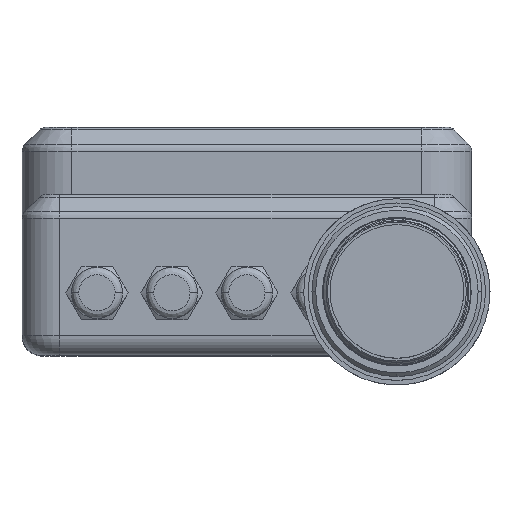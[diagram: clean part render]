
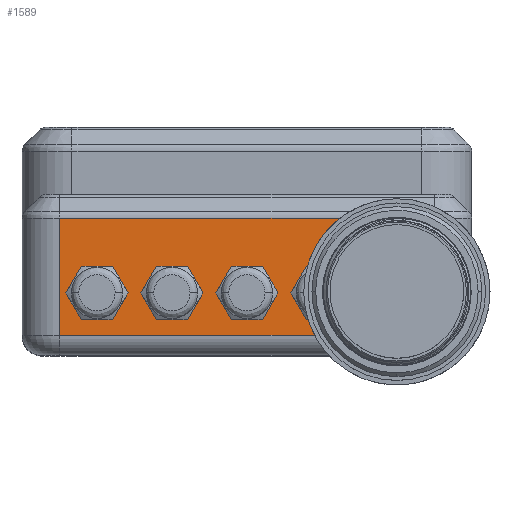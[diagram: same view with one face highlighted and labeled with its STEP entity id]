
A CAD part, top view. The second image highlights one B-rep face of the part: STEP entity #1589.
In plain terms, the highlighted planar face has unit normal (0, 0, 1).
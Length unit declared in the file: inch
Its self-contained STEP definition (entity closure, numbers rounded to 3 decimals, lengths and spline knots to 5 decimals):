
#22 = DIRECTION ( 'NONE',  ( 0., 0., -1. ) ) ;
#34 = AXIS2_PLACEMENT_3D ( 'NONE', #15542, #4105, #7676 ) ;
#165 = FACE_BOUND ( 'NONE', #8981, .T. ) ;
#224 = EDGE_CURVE ( 'NONE', #20838, #25090, #13928, .T. ) ;
#251 = DIRECTION ( 'NONE',  ( 0., 0., -1. ) ) ;
#633 = CARTESIAN_POINT ( 'NONE',  ( -2.95276, 2.15918, 3.62205 ) ) ;
#705 = AXIS2_PLACEMENT_3D ( 'NONE', #13662, #14859, #15438 ) ;
#718 = CARTESIAN_POINT ( 'NONE',  ( -2.3622, 0.98425, 3.62205 ) ) ;
#1186 = VERTEX_POINT ( 'NONE', #18822 ) ;
#1589 = ADVANCED_FACE ( 'NONE', ( #25079, #165, #15288, #19219, #21504, #7555 ), #23166, .T. ) ;
#1918 = ORIENTED_EDGE ( 'NONE', *, *, #22673, .T. ) ;
#2268 = CIRCLE ( 'NONE', #12830, 0.19685 ) ;
#2365 = DIRECTION ( 'NONE',  ( 1., 0., 0. ) ) ;
#2506 = DIRECTION ( 'NONE',  ( 1., 0., 0. ) ) ;
#2619 = DIRECTION ( 'NONE',  ( 0., -1., 0. ) ) ;
#2782 = CARTESIAN_POINT ( 'NONE',  ( -0.19685, 0.98425, 3.62205 ) ) ;
#2953 = DIRECTION ( 'NONE',  ( 0., 1., 0. ) ) ;
#3089 = CARTESIAN_POINT ( 'NONE',  ( -2.3622, 0.98425, 3.62205 ) ) ;
#3194 = VERTEX_POINT ( 'NONE', #11281 ) ;
#3743 = EDGE_LOOP ( 'NONE', ( #23182, #24226 ) ) ;
#4105 = DIRECTION ( 'NONE',  ( 0., 0., 1. ) ) ;
#4194 = CARTESIAN_POINT ( 'NONE',  ( 0., 0.98425, 3.62205 ) ) ;
#4820 = AXIS2_PLACEMENT_3D ( 'NONE', #7537, #22, #15643 ) ;
#5044 = EDGE_LOOP ( 'NONE', ( #21663, #9615 ) ) ;
#5079 = EDGE_CURVE ( 'NONE', #17335, #25090, #6760, .T. ) ;
#5300 = AXIS2_PLACEMENT_3D ( 'NONE', #20308, #16501, #10781 ) ;
#5738 = EDGE_CURVE ( 'NONE', #14086, #1186, #12212, .T. ) ;
#5751 = LINE ( 'NONE', #24941, #19429 ) ;
#5965 = CARTESIAN_POINT ( 'NONE',  ( 0.98425, 0.98425, 3.62205 ) ) ;
#6285 = ORIENTED_EDGE ( 'NONE', *, *, #20935, .T. ) ;
#6564 = CIRCLE ( 'NONE', #20745, 0.19685 ) ;
#6760 = LINE ( 'NONE', #17801, #13399 ) ;
#7413 = DIRECTION ( 'NONE',  ( 0., 0., -1. ) ) ;
#7537 = CARTESIAN_POINT ( 'NONE',  ( 0., 0.98425, 3.62205 ) ) ;
#7555 = FACE_OUTER_BOUND ( 'NONE', #13666, .T. ) ;
#7676 = DIRECTION ( 'NONE',  ( 1., 0., 0. ) ) ;
#7803 = CARTESIAN_POINT ( 'NONE',  ( -1.37795, 0.98425, 3.62205 ) ) ;
#7972 = VECTOR ( 'NONE', #2619, 39.37008 ) ;
#8100 = ORIENTED_EDGE ( 'NONE', *, *, #224, .T. ) ;
#8350 = DIRECTION ( 'NONE',  ( 0., 0., -1. ) ) ;
#8743 = VERTEX_POINT ( 'NONE', #2782 ) ;
#8981 = EDGE_LOOP ( 'NONE', ( #11014, #9313 ) ) ;
#9191 = EDGE_LOOP ( 'NONE', ( #6285, #13946 ) ) ;
#9313 = ORIENTED_EDGE ( 'NONE', *, *, #21927, .T. ) ;
#9615 = ORIENTED_EDGE ( 'NONE', *, *, #13200, .T. ) ;
#9781 = EDGE_CURVE ( 'NONE', #11848, #14419, #6564, .T. ) ;
#10034 = DIRECTION ( 'NONE',  ( 1., 0., 0. ) ) ;
#10414 = AXIS2_PLACEMENT_3D ( 'NONE', #17734, #11773, #13933 ) ;
#10781 = DIRECTION ( 'NONE',  ( 1., 0., 0. ) ) ;
#11014 = ORIENTED_EDGE ( 'NONE', *, *, #23614, .T. ) ;
#11190 = CARTESIAN_POINT ( 'NONE',  ( 2.95276, 0., 3.62205 ) ) ;
#11281 = CARTESIAN_POINT ( 'NONE',  ( 2.95276, 2.15918, 3.62205 ) ) ;
#11341 = CARTESIAN_POINT ( 'NONE',  ( 0.19685, 0.98425, 3.62205 ) ) ;
#11369 = ORIENTED_EDGE ( 'NONE', *, *, #15169, .T. ) ;
#11470 = ORIENTED_EDGE ( 'NONE', *, *, #20896, .T. ) ;
#11612 = EDGE_CURVE ( 'NONE', #21409, #22793, #19155, .T. ) ;
#11616 = CIRCLE ( 'NONE', #10414, 0.19685 ) ;
#11656 = CIRCLE ( 'NONE', #705, 0.19685 ) ;
#11773 = DIRECTION ( 'NONE',  ( 0., 0., -1. ) ) ;
#11848 = VERTEX_POINT ( 'NONE', #21233 ) ;
#11947 = DIRECTION ( 'NONE',  ( 1., 0., 0. ) ) ;
#12024 = CARTESIAN_POINT ( 'NONE',  ( 1.1811, 0.98425, 3.62205 ) ) ;
#12212 = CIRCLE ( 'NONE', #5300, 0.19685 ) ;
#12264 = CARTESIAN_POINT ( 'NONE',  ( -0.98425, 0.98425, 3.62205 ) ) ;
#12686 = EDGE_CURVE ( 'NONE', #8743, #15215, #15757, .T. ) ;
#12830 = AXIS2_PLACEMENT_3D ( 'NONE', #4194, #251, #11947 ) ;
#13200 = EDGE_CURVE ( 'NONE', #14419, #11848, #21875, .T. ) ;
#13399 = VECTOR ( 'NONE', #17931, 39.37008 ) ;
#13509 = DIRECTION ( 'NONE',  ( -1., 0., 0. ) ) ;
#13517 = CARTESIAN_POINT ( 'NONE',  ( 2.95276, 0.31496, 3.62205 ) ) ;
#13662 = CARTESIAN_POINT ( 'NONE',  ( -1.1811, 0.98425, 3.62205 ) ) ;
#13666 = EDGE_LOOP ( 'NONE', ( #8100, #17062, #1918, #11369 ) ) ;
#13724 = DIRECTION ( 'NONE',  ( 0., 0., -1. ) ) ;
#13928 = LINE ( 'NONE', #21670, #7972 ) ;
#13933 = DIRECTION ( 'NONE',  ( 1., 0., 0. ) ) ;
#13946 = ORIENTED_EDGE ( 'NONE', *, *, #12686, .T. ) ;
#14086 = VERTEX_POINT ( 'NONE', #17966 ) ;
#14419 = VERTEX_POINT ( 'NONE', #5965 ) ;
#14859 = DIRECTION ( 'NONE',  ( 0., 0., -1. ) ) ;
#15169 = EDGE_CURVE ( 'NONE', #3194, #20838, #5751, .T. ) ;
#15215 = VERTEX_POINT ( 'NONE', #11341 ) ;
#15288 = FACE_BOUND ( 'NONE', #20786, .T. ) ;
#15438 = DIRECTION ( 'NONE',  ( 1., 0., 0. ) ) ;
#15542 = CARTESIAN_POINT ( 'NONE',  ( -3.54331, 0., 3.62205 ) ) ;
#15643 = DIRECTION ( 'NONE',  ( 1., 0., 0. ) ) ;
#15757 = CIRCLE ( 'NONE', #4820, 0.19685 ) ;
#16082 = AXIS2_PLACEMENT_3D ( 'NONE', #718, #16467, #24216 ) ;
#16094 = CARTESIAN_POINT ( 'NONE',  ( 1.1811, 0.98425, 3.62205 ) ) ;
#16119 = CARTESIAN_POINT ( 'NONE',  ( -2.16535, 0.98425, 3.62205 ) ) ;
#16467 = DIRECTION ( 'NONE',  ( 0., 0., -1. ) ) ;
#16501 = DIRECTION ( 'NONE',  ( 0., 0., -1. ) ) ;
#17062 = ORIENTED_EDGE ( 'NONE', *, *, #5079, .F. ) ;
#17298 = VECTOR ( 'NONE', #2953, 39.37008 ) ;
#17335 = VERTEX_POINT ( 'NONE', #13517 ) ;
#17362 = VERTEX_POINT ( 'NONE', #7803 ) ;
#17734 = CARTESIAN_POINT ( 'NONE',  ( -1.1811, 0.98425, 3.62205 ) ) ;
#17801 = CARTESIAN_POINT ( 'NONE',  ( 2.9771, 0.31496, 3.62205 ) ) ;
#17912 = CARTESIAN_POINT ( 'NONE',  ( 2.3622, 0.98425, 3.62205 ) ) ;
#17931 = DIRECTION ( 'NONE',  ( -1., 0., 0. ) ) ;
#17966 = CARTESIAN_POINT ( 'NONE',  ( 2.55906, 0.98425, 3.62205 ) ) ;
#18822 = CARTESIAN_POINT ( 'NONE',  ( 2.16535, 0.98425, 3.62205 ) ) ;
#19155 = CIRCLE ( 'NONE', #22821, 0.19685 ) ;
#19219 = FACE_BOUND ( 'NONE', #5044, .T. ) ;
#19292 = AXIS2_PLACEMENT_3D ( 'NONE', #17912, #13724, #10034 ) ;
#19412 = AXIS2_PLACEMENT_3D ( 'NONE', #16094, #19639, #2506 ) ;
#19429 = VECTOR ( 'NONE', #13509, 39.37008 ) ;
#19551 = CARTESIAN_POINT ( 'NONE',  ( -2.55906, 0.98425, 3.62205 ) ) ;
#19639 = DIRECTION ( 'NONE',  ( 0., 0., -1. ) ) ;
#20061 = VERTEX_POINT ( 'NONE', #12264 ) ;
#20308 = CARTESIAN_POINT ( 'NONE',  ( 2.3622, 0.98425, 3.62205 ) ) ;
#20739 = DIRECTION ( 'NONE',  ( 1., 0., 0. ) ) ;
#20745 = AXIS2_PLACEMENT_3D ( 'NONE', #12024, #8350, #2365 ) ;
#20786 = EDGE_LOOP ( 'NONE', ( #23916, #11470 ) ) ;
#20838 = VERTEX_POINT ( 'NONE', #633 ) ;
#20896 = EDGE_CURVE ( 'NONE', #1186, #14086, #22945, .T. ) ;
#20935 = EDGE_CURVE ( 'NONE', #15215, #8743, #2268, .T. ) ;
#21233 = CARTESIAN_POINT ( 'NONE',  ( 1.37795, 0.98425, 3.62205 ) ) ;
#21409 = VERTEX_POINT ( 'NONE', #16119 ) ;
#21504 = FACE_BOUND ( 'NONE', #9191, .T. ) ;
#21663 = ORIENTED_EDGE ( 'NONE', *, *, #9781, .T. ) ;
#21670 = CARTESIAN_POINT ( 'NONE',  ( -2.95276, 0., 3.62205 ) ) ;
#21875 = CIRCLE ( 'NONE', #19412, 0.19685 ) ;
#21927 = EDGE_CURVE ( 'NONE', #17362, #20061, #11616, .T. ) ;
#22213 = EDGE_CURVE ( 'NONE', #22793, #21409, #23382, .T. ) ;
#22673 = EDGE_CURVE ( 'NONE', #17335, #3194, #23781, .T. ) ;
#22793 = VERTEX_POINT ( 'NONE', #19551 ) ;
#22821 = AXIS2_PLACEMENT_3D ( 'NONE', #3089, #7413, #20739 ) ;
#22945 = CIRCLE ( 'NONE', #19292, 0.19685 ) ;
#22969 = CARTESIAN_POINT ( 'NONE',  ( -2.95276, 0.31496, 3.62205 ) ) ;
#23166 = PLANE ( 'NONE',  #34 ) ;
#23182 = ORIENTED_EDGE ( 'NONE', *, *, #11612, .T. ) ;
#23382 = CIRCLE ( 'NONE', #16082, 0.19685 ) ;
#23614 = EDGE_CURVE ( 'NONE', #20061, #17362, #11656, .T. ) ;
#23781 = LINE ( 'NONE', #11190, #17298 ) ;
#23916 = ORIENTED_EDGE ( 'NONE', *, *, #5738, .T. ) ;
#24216 = DIRECTION ( 'NONE',  ( 1., 0., 0. ) ) ;
#24226 = ORIENTED_EDGE ( 'NONE', *, *, #22213, .T. ) ;
#24941 = CARTESIAN_POINT ( 'NONE',  ( -3.54331, 2.15918, 3.62205 ) ) ;
#25079 = FACE_BOUND ( 'NONE', #3743, .T. ) ;
#25090 = VERTEX_POINT ( 'NONE', #22969 ) ;
